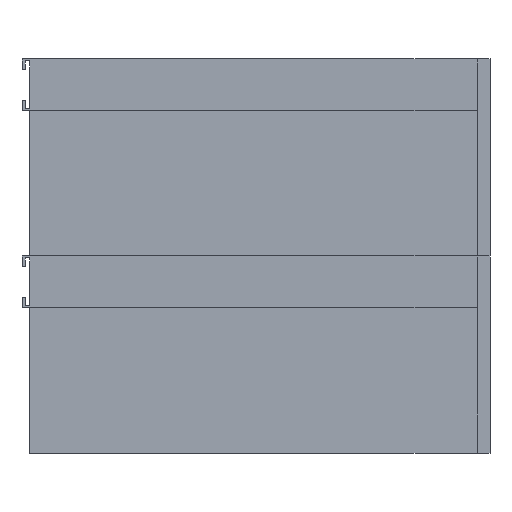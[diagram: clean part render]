
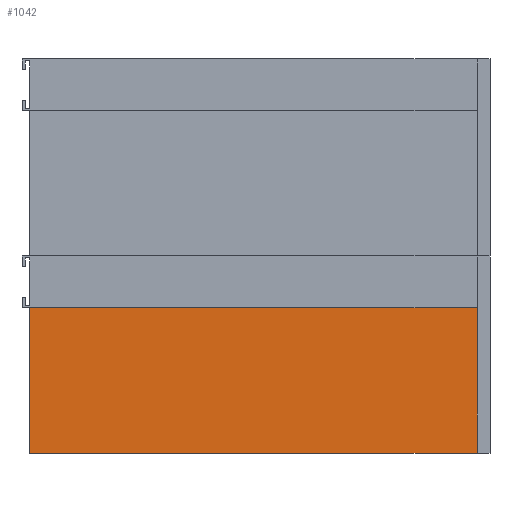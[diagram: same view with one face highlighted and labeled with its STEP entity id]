
A CAD part, left-side view. The second image highlights one B-rep face of the part: STEP entity #1042.
In plain terms, the highlighted planar face has unit normal (-1, 0, 0).
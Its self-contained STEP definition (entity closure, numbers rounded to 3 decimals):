
#548 = EDGE_CURVE('',#549,#551,#553,.T.);
#549 = VERTEX_POINT('',#550);
#550 = CARTESIAN_POINT('',(-133.5,0.,-0.));
#551 = VERTEX_POINT('',#552);
#552 = CARTESIAN_POINT('',(-133.5,-172.5,0.));
#553 = LINE('',#554,#555);
#554 = CARTESIAN_POINT('',(-133.5,0.,0.));
#555 = VECTOR('',#556,1.);
#556 = DIRECTION('',(0.,-1.,0.));
#1042 = ADVANCED_FACE('',(#1043),#1068,.F.);
#1043 = FACE_BOUND('',#1044,.F.);
#1044 = EDGE_LOOP('',(#1045,#1055,#1061,#1062));
#1045 = ORIENTED_EDGE('',*,*,#1046,.T.);
#1046 = EDGE_CURVE('',#1047,#1049,#1051,.T.);
#1047 = VERTEX_POINT('',#1048);
#1048 = CARTESIAN_POINT('',(-133.5,0.,56.));
#1049 = VERTEX_POINT('',#1050);
#1050 = CARTESIAN_POINT('',(-133.5,-172.5,56.));
#1051 = LINE('',#1052,#1053);
#1052 = CARTESIAN_POINT('',(-133.5,0.,56.));
#1053 = VECTOR('',#1054,1.);
#1054 = DIRECTION('',(0.,-1.,0.));
#1055 = ORIENTED_EDGE('',*,*,#1056,.T.);
#1056 = EDGE_CURVE('',#1049,#551,#1057,.T.);
#1057 = LINE('',#1058,#1059);
#1058 = CARTESIAN_POINT('',(-133.5,-172.5,56.));
#1059 = VECTOR('',#1060,1.);
#1060 = DIRECTION('',(0.,0.,-1.));
#1061 = ORIENTED_EDGE('',*,*,#548,.F.);
#1062 = ORIENTED_EDGE('',*,*,#1063,.F.);
#1063 = EDGE_CURVE('',#1047,#549,#1064,.T.);
#1064 = LINE('',#1065,#1066);
#1065 = CARTESIAN_POINT('',(-133.5,0.,56.));
#1066 = VECTOR('',#1067,1.);
#1067 = DIRECTION('',(0.,0.,-1.));
#1068 = PLANE('',#1069);
#1069 = AXIS2_PLACEMENT_3D('',#1070,#1071,#1072);
#1070 = CARTESIAN_POINT('',(-133.5,0.,56.));
#1071 = DIRECTION('',(1.,0.,0.));
#1072 = DIRECTION('',(0.,0.,-1.));
